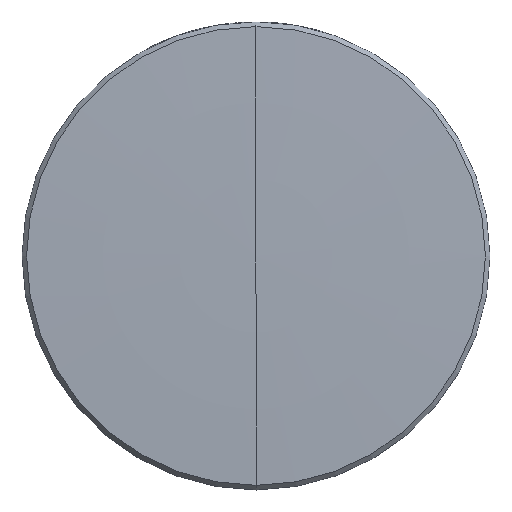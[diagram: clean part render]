
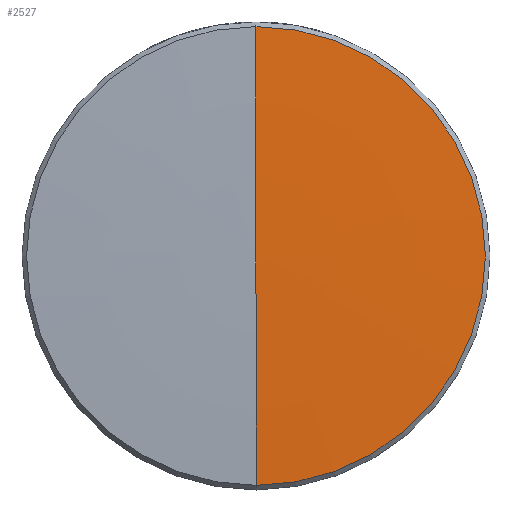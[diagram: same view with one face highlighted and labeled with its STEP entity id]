
A CAD part, top view. The second image highlights one B-rep face of the part: STEP entity #2527.
In plain terms, the highlighted toroidal (fillet/blend) face has major radius 0.103 mm and minor radius 345.06 mm.
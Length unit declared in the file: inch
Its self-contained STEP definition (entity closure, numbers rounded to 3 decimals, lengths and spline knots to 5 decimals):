
#44 = DIRECTION ( 'NONE',  ( 0., 0., -1. ) ) ;
#134 = ORIENTED_EDGE ( 'NONE', *, *, #532, .T. ) ;
#532 = EDGE_CURVE ( 'NONE', #2675, #2144, #1175, .T. ) ;
#553 = CARTESIAN_POINT ( 'NONE',  ( 0.23471, 0.55194, -12.72088 ) ) ;
#633 = DIRECTION ( 'NONE',  ( 1., 0., 0. ) ) ;
#651 = DIRECTION ( 'NONE',  ( -1., 0., 0. ) ) ;
#694 = DIRECTION ( 'NONE',  ( 0., 0., 1. ) ) ;
#959 = VERTEX_POINT ( 'NONE', #2129 ) ;
#1019 = DIRECTION ( 'NONE',  ( 0., 1., 0. ) ) ;
#1098 = DIRECTION ( 'NONE',  ( 0., 1., 0. ) ) ;
#1104 = FACE_OUTER_BOUND ( 'NONE', #2022, .T. ) ;
#1153 = EDGE_CURVE ( 'NONE', #2675, #959, #2136, .T. ) ;
#1175 = CIRCLE ( 'NONE', #2809, 13.58504 ) ;
#1180 = CARTESIAN_POINT ( 'NONE',  ( 0.23471, 0.556, -12.72088 ) ) ;
#1343 = DIRECTION ( 'NONE',  ( 0., 1., 0. ) ) ;
#1409 = AXIS2_PLACEMENT_3D ( 'NONE', #1180, #651, #694 ) ;
#1554 = CARTESIAN_POINT ( 'NONE',  ( 0.23471, 0.55194, 0.85546 ) ) ;
#1623 = AXIS2_PLACEMENT_3D ( 'NONE', #553, #44, #1343 ) ;
#1734 = ORIENTED_EDGE ( 'NONE', *, *, #1153, .F. ) ;
#1940 = ORIENTED_EDGE ( 'NONE', *, *, #2395, .T. ) ;
#2022 = EDGE_LOOP ( 'NONE', ( #1734, #134, #1940 ) ) ;
#2129 = CARTESIAN_POINT ( 'NONE',  ( 0.23471, 1.04211, 0.85546 ) ) ;
#2136 = CIRCLE ( 'NONE', #1409, 13.58504 ) ;
#2144 = VERTEX_POINT ( 'NONE', #2502 ) ;
#2276 = CARTESIAN_POINT ( 'NONE',  ( 0.23471, 0.55194, 0.86416 ) ) ;
#2395 = EDGE_CURVE ( 'NONE', #2144, #959, #3051, .T. ) ;
#2502 = CARTESIAN_POINT ( 'NONE',  ( 0.23471, 0.06177, 0.85546 ) ) ;
#2527 = ADVANCED_FACE ( 'NONE', ( #1104 ), #3396, .T. ) ;
#2623 = DIRECTION ( 'NONE',  ( 0., 0., 1. ) ) ;
#2642 = AXIS2_PLACEMENT_3D ( 'NONE', #1554, #2623, #1019 ) ;
#2675 = VERTEX_POINT ( 'NONE', #2276 ) ;
#2729 = CARTESIAN_POINT ( 'NONE',  ( 0.23471, 0.54789, -12.72088 ) ) ;
#2809 = AXIS2_PLACEMENT_3D ( 'NONE', #2729, #633, #1098 ) ;
#3051 = CIRCLE ( 'NONE', #2642, 0.49017 ) ;
#3396 = TOROIDAL_SURFACE ( 'NONE', #1623, 0.00405, 13.58504 ) ;
